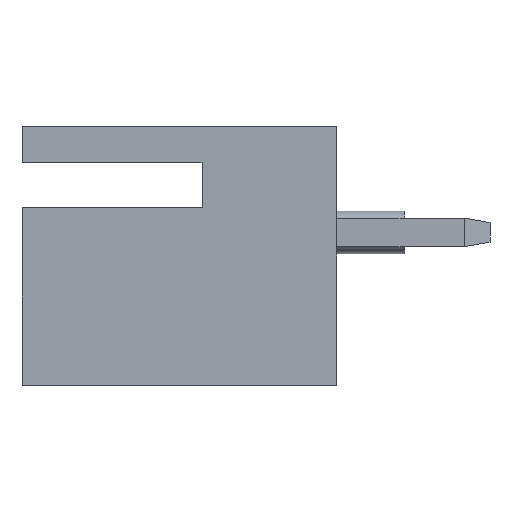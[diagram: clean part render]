
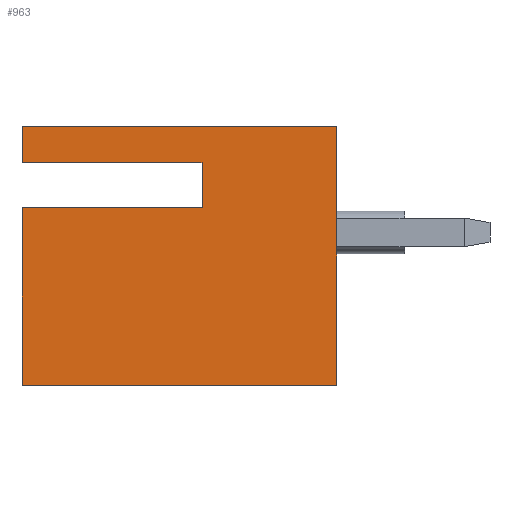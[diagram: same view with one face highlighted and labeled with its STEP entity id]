
A CAD part, left-side view. The second image highlights one B-rep face of the part: STEP entity #963.
In plain terms, the highlighted planar face has unit normal (-1, 0, 0).
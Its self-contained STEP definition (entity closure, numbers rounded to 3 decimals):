
#231 = EDGE_CURVE ( 'NONE', #234, #232, #2058, .T. ) ;
#232 = VERTEX_POINT ( 'NONE', #2054 ) ;
#234 = VERTEX_POINT ( 'NONE', #2053 ) ;
#424 = EDGE_CURVE ( 'NONE', #232, #425, #2905, .T. ) ;
#425 = VERTEX_POINT ( 'NONE', #2865 ) ;
#553 = VERTEX_POINT ( 'NONE', #4170 ) ;
#555 = EDGE_CURVE ( 'NONE', #553, #556, #4169, .T. ) ;
#556 = VERTEX_POINT ( 'NONE', #4165 ) ;
#660 = VERTEX_POINT ( 'NONE', #3365 ) ;
#662 = EDGE_CURVE ( 'NONE', #234, #660, #3357, .T. ) ;
#857 = ORIENTED_EDGE ( 'NONE', *, *, #858, .T. ) ;
#858 = EDGE_CURVE ( 'NONE', #967, #556, #3227, .T. ) ;
#859 = ORIENTED_EDGE ( 'NONE', *, *, #555, .F. ) ;
#860 = ORIENTED_EDGE ( 'NONE', *, *, #952, .T. ) ;
#861 = VERTEX_POINT ( 'NONE', #3219 ) ;
#865 = ORIENTED_EDGE ( 'NONE', *, *, #231, .F. ) ;
#866 = ORIENTED_EDGE ( 'NONE', *, *, #662, .T. ) ;
#952 = EDGE_CURVE ( 'NONE', #553, #861, #3584, .T. ) ;
#953 = ORIENTED_EDGE ( 'NONE', *, *, #954, .T. ) ;
#954 = EDGE_CURVE ( 'NONE', #861, #425, #3580, .T. ) ;
#955 = ORIENTED_EDGE ( 'NONE', *, *, #424, .F. ) ;
#963 = ADVANCED_FACE ( 'NONE', ( #3694 ), #3870, .F. ) ;
#964 = EDGE_LOOP ( 'NONE', ( #965, #857, #859, #860, #953, #955, #865, #866 ) ) ;
#965 = ORIENTED_EDGE ( 'NONE', *, *, #966, .T. ) ;
#966 = EDGE_CURVE ( 'NONE', #660, #967, #3865, .T. ) ;
#967 = VERTEX_POINT ( 'NONE', #3861 ) ;
#2053 = CARTESIAN_POINT ( 'NONE',  ( -6.2, 7., 2.075 ) ) ;
#2054 = CARTESIAN_POINT ( 'NONE',  ( -6.2, 7., 2.875 ) ) ;
#2055 = DIRECTION ( 'NONE',  ( 0., 0., 1. ) ) ;
#2056 = VECTOR ( 'NONE', #2055, 1000. ) ;
#2057 = CARTESIAN_POINT ( 'NONE',  ( -6.2, 7., -2.875 ) ) ;
#2058 = LINE ( 'NONE', #2057, #2056 ) ;
#2865 = CARTESIAN_POINT ( 'NONE',  ( -6.2, 0., 2.875 ) ) ;
#2902 = DIRECTION ( 'NONE',  ( 0., -1., 0. ) ) ;
#2903 = VECTOR ( 'NONE', #2902, 1000. ) ;
#2904 = CARTESIAN_POINT ( 'NONE',  ( -6.2, 7., 2.875 ) ) ;
#2905 = LINE ( 'NONE', #2904, #2903 ) ;
#3219 = CARTESIAN_POINT ( 'NONE',  ( -6.2, 0., -2.875 ) ) ;
#3220 = DIRECTION ( 'NONE',  ( 0., 1., 0. ) ) ;
#3221 = VECTOR ( 'NONE', #3220, 1000. ) ;
#3223 = CARTESIAN_POINT ( 'NONE',  ( -6.2, 7., 1.075 ) ) ;
#3227 = LINE ( 'NONE', #3223, #3221 ) ;
#3354 = DIRECTION ( 'NONE',  ( 0., -1., 0. ) ) ;
#3355 = VECTOR ( 'NONE', #3354, 1000. ) ;
#3356 = CARTESIAN_POINT ( 'NONE',  ( -6.2, 7., 2.075 ) ) ;
#3357 = LINE ( 'NONE', #3356, #3355 ) ;
#3365 = CARTESIAN_POINT ( 'NONE',  ( -6.2, 3., 2.075 ) ) ;
#3577 = DIRECTION ( 'NONE',  ( 0., 0., 1. ) ) ;
#3578 = VECTOR ( 'NONE', #3577, 1000. ) ;
#3579 = CARTESIAN_POINT ( 'NONE',  ( -6.2, 0., -2.875 ) ) ;
#3580 = LINE ( 'NONE', #3579, #3578 ) ;
#3581 = DIRECTION ( 'NONE',  ( 0., -1., 0. ) ) ;
#3582 = VECTOR ( 'NONE', #3581, 1000. ) ;
#3583 = CARTESIAN_POINT ( 'NONE',  ( -6.2, 7., -2.875 ) ) ;
#3584 = LINE ( 'NONE', #3583, #3582 ) ;
#3694 = FACE_OUTER_BOUND ( 'NONE', #964, .T. ) ;
#3861 = CARTESIAN_POINT ( 'NONE',  ( -6.2, 3., 1.075 ) ) ;
#3862 = DIRECTION ( 'NONE',  ( 0., 0., -1. ) ) ;
#3863 = VECTOR ( 'NONE', #3862, 1000. ) ;
#3864 = CARTESIAN_POINT ( 'NONE',  ( -6.2, 3., -2.875 ) ) ;
#3865 = LINE ( 'NONE', #3864, #3863 ) ;
#3866 = DIRECTION ( 'NONE',  ( 0., 0., -1. ) ) ;
#3867 = DIRECTION ( 'NONE',  ( 1., 0., 0. ) ) ;
#3868 = CARTESIAN_POINT ( 'NONE',  ( -6.2, 7., -2.875 ) ) ;
#3869 = AXIS2_PLACEMENT_3D ( 'NONE', #3868, #3867, #3866 ) ;
#3870 = PLANE ( 'NONE',  #3869 ) ;
#4165 = CARTESIAN_POINT ( 'NONE',  ( -6.2, 7., 1.075 ) ) ;
#4166 = DIRECTION ( 'NONE',  ( 0., 0., 1. ) ) ;
#4167 = VECTOR ( 'NONE', #4166, 1000. ) ;
#4168 = CARTESIAN_POINT ( 'NONE',  ( -6.2, 7., -2.875 ) ) ;
#4169 = LINE ( 'NONE', #4168, #4167 ) ;
#4170 = CARTESIAN_POINT ( 'NONE',  ( -6.2, 7., -2.875 ) ) ;
